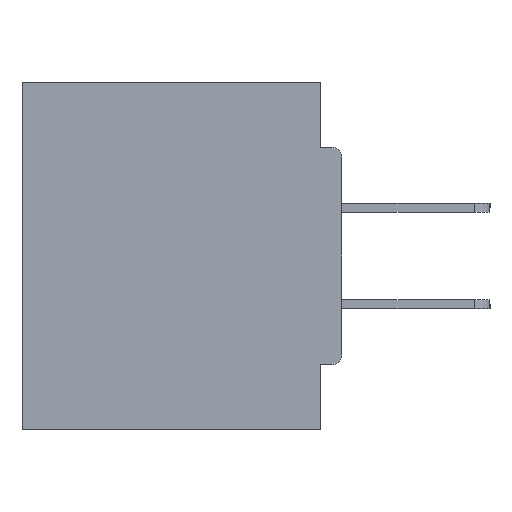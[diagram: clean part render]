
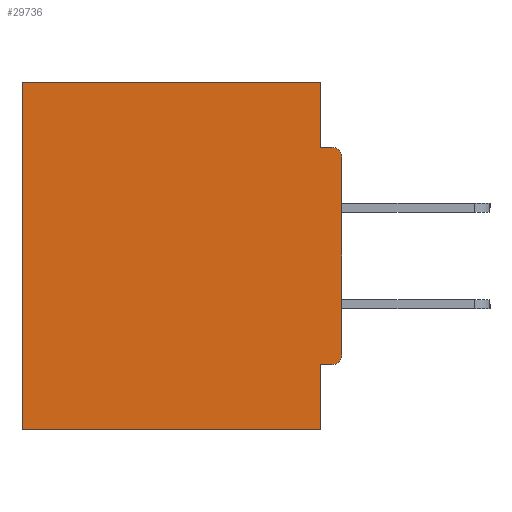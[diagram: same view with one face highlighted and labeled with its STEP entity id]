
A CAD part, left-side view. The second image highlights one B-rep face of the part: STEP entity #29736.
In plain terms, the highlighted planar face has unit normal (-1, 0, 0).
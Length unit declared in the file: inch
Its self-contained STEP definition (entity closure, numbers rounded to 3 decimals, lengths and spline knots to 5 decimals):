
#1306 = VERTEX_POINT ( 'NONE', #6046 ) ;
#1540 = CIRCLE ( 'NONE', #33939, 0.015 ) ;
#2178 = AXIS2_PLACEMENT_3D ( 'NONE', #21226, #23910, #16264 ) ;
#3584 = LINE ( 'NONE', #14148, #17700 ) ;
#4109 = ORIENTED_EDGE ( 'NONE', *, *, #19229, .F. ) ;
#4118 = CARTESIAN_POINT ( 'NONE',  ( 0.298, 0.46, 0. ) ) ;
#4168 = VECTOR ( 'NONE', #7250, 39.37008 ) ;
#4971 = CARTESIAN_POINT ( 'NONE',  ( 0.298, 0.031, 0. ) ) ;
#4987 = LINE ( 'NONE', #34038, #7054 ) ;
#5336 = ORIENTED_EDGE ( 'NONE', *, *, #29486, .F. ) ;
#5655 = VERTEX_POINT ( 'NONE', #30263 ) ;
#6046 = CARTESIAN_POINT ( 'NONE',  ( 0.298, 0., -0.1085 ) ) ;
#6166 = CARTESIAN_POINT ( 'NONE',  ( 0.298, 0.031, -0.5 ) ) ;
#6552 = VERTEX_POINT ( 'NONE', #22215 ) ;
#7054 = VECTOR ( 'NONE', #20697, 39.37008 ) ;
#7143 = VECTOR ( 'NONE', #21152, 39.37008 ) ;
#7250 = DIRECTION ( 'NONE',  ( 0., -1., 0. ) ) ;
#7472 = ORIENTED_EDGE ( 'NONE', *, *, #29590, .T. ) ;
#7567 = ORIENTED_EDGE ( 'NONE', *, *, #13159, .T. ) ;
#7870 = PLANE ( 'NONE',  #2178 ) ;
#8035 = CARTESIAN_POINT ( 'NONE',  ( 0.298, 0.031, -0.0935 ) ) ;
#9113 = LINE ( 'NONE', #21857, #24954 ) ;
#9183 = EDGE_CURVE ( 'NONE', #22559, #6552, #30484, .T. ) ;
#9189 = DIRECTION ( 'NONE',  ( -1., 0., 0. ) ) ;
#9407 = CARTESIAN_POINT ( 'NONE',  ( 0.298, 0.015, -0.4065 ) ) ;
#9915 = LINE ( 'NONE', #26020, #4168 ) ;
#9984 = CARTESIAN_POINT ( 'NONE',  ( 0.298, 0., 0. ) ) ;
#10467 = VERTEX_POINT ( 'NONE', #8035 ) ;
#10649 = CARTESIAN_POINT ( 'NONE',  ( 0.298, 0.015, -0.1085 ) ) ;
#10805 = ORIENTED_EDGE ( 'NONE', *, *, #27376, .T. ) ;
#12058 = VERTEX_POINT ( 'NONE', #24300 ) ;
#12577 = VERTEX_POINT ( 'NONE', #32823 ) ;
#12654 = DIRECTION ( 'NONE',  ( 0., 0., -1. ) ) ;
#13159 = EDGE_CURVE ( 'NONE', #1306, #12058, #1540, .T. ) ;
#14148 = CARTESIAN_POINT ( 'NONE',  ( 0.298, 0.031, -0.5 ) ) ;
#14790 = DIRECTION ( 'NONE',  ( 0., 0., -1. ) ) ;
#15177 = EDGE_CURVE ( 'NONE', #22559, #10467, #3584, .T. ) ;
#15630 = ORIENTED_EDGE ( 'NONE', *, *, #25063, .F. ) ;
#15992 = EDGE_LOOP ( 'NONE', ( #7567, #4109, #22907, #27814, #7472, #33429, #5336, #15630, #10805, #27982 ) ) ;
#16264 = DIRECTION ( 'NONE',  ( 0., 0., -1. ) ) ;
#16519 = LINE ( 'NONE', #4118, #28598 ) ;
#16543 = DIRECTION ( 'NONE',  ( 0., 1., 0. ) ) ;
#17410 = VERTEX_POINT ( 'NONE', #9407 ) ;
#17700 = VECTOR ( 'NONE', #22405, 39.37008 ) ;
#18694 = EDGE_CURVE ( 'NONE', #26604, #5655, #4987, .T. ) ;
#19015 = EDGE_CURVE ( 'NONE', #1306, #12577, #9113, .T. ) ;
#19189 = CARTESIAN_POINT ( 'NONE',  ( 0.298, 0., -0.4065 ) ) ;
#19229 = EDGE_CURVE ( 'NONE', #10467, #12058, #9915, .T. ) ;
#20512 = VERTEX_POINT ( 'NONE', #29627 ) ;
#20580 = AXIS2_PLACEMENT_3D ( 'NONE', #25158, #9189, #14790 ) ;
#20658 = FACE_OUTER_BOUND ( 'NONE', #15992, .T. ) ;
#20697 = DIRECTION ( 'NONE',  ( 0., 1., 0. ) ) ;
#21027 = DIRECTION ( 'NONE',  ( -1., 0., 0. ) ) ;
#21152 = DIRECTION ( 'NONE',  ( 0., 1., 0. ) ) ;
#21226 = CARTESIAN_POINT ( 'NONE',  ( 0.298, 0., 0. ) ) ;
#21857 = CARTESIAN_POINT ( 'NONE',  ( 0.298, 0., 0. ) ) ;
#22215 = CARTESIAN_POINT ( 'NONE',  ( 0.298, 0.46, 0. ) ) ;
#22405 = DIRECTION ( 'NONE',  ( 0., 0., -1. ) ) ;
#22559 = VERTEX_POINT ( 'NONE', #4971 ) ;
#22729 = LINE ( 'NONE', #31203, #31525 ) ;
#22907 = ORIENTED_EDGE ( 'NONE', *, *, #15177, .F. ) ;
#23001 = DIRECTION ( 'NONE',  ( 0., 0., -1. ) ) ;
#23378 = VECTOR ( 'NONE', #16543, 39.37008 ) ;
#23910 = DIRECTION ( 'NONE',  ( 1., 0., 0. ) ) ;
#24179 = DIRECTION ( 'NONE',  ( 0., 0., -1. ) ) ;
#24300 = CARTESIAN_POINT ( 'NONE',  ( 0.298, 0.015, -0.0935 ) ) ;
#24779 = DIRECTION ( 'NONE',  ( 0., 0., -1. ) ) ;
#24954 = VECTOR ( 'NONE', #24779, 39.37008 ) ;
#25063 = EDGE_CURVE ( 'NONE', #17410, #20512, #32602, .T. ) ;
#25158 = CARTESIAN_POINT ( 'NONE',  ( 0.298, 0.015, -0.3915 ) ) ;
#26020 = CARTESIAN_POINT ( 'NONE',  ( 0.298, 0., -0.0935 ) ) ;
#26604 = VERTEX_POINT ( 'NONE', #6166 ) ;
#27376 = EDGE_CURVE ( 'NONE', #17410, #12577, #31599, .T. ) ;
#27814 = ORIENTED_EDGE ( 'NONE', *, *, #9183, .T. ) ;
#27982 = ORIENTED_EDGE ( 'NONE', *, *, #19015, .F. ) ;
#28598 = VECTOR ( 'NONE', #12654, 39.37008 ) ;
#29486 = EDGE_CURVE ( 'NONE', #20512, #26604, #22729, .T. ) ;
#29590 = EDGE_CURVE ( 'NONE', #6552, #5655, #16519, .T. ) ;
#29627 = CARTESIAN_POINT ( 'NONE',  ( 0.298, 0.031, -0.4065 ) ) ;
#29736 = ADVANCED_FACE ( 'NONE', ( #20658 ), #7870, .F. ) ;
#30263 = CARTESIAN_POINT ( 'NONE',  ( 0.298, 0.46, -0.5 ) ) ;
#30484 = LINE ( 'NONE', #9984, #7143 ) ;
#31203 = CARTESIAN_POINT ( 'NONE',  ( 0.298, 0.031, -0.5 ) ) ;
#31525 = VECTOR ( 'NONE', #23001, 39.37008 ) ;
#31599 = CIRCLE ( 'NONE', #20580, 0.015 ) ;
#32602 = LINE ( 'NONE', #19189, #23378 ) ;
#32823 = CARTESIAN_POINT ( 'NONE',  ( 0.298, 0., -0.3915 ) ) ;
#33429 = ORIENTED_EDGE ( 'NONE', *, *, #18694, .F. ) ;
#33939 = AXIS2_PLACEMENT_3D ( 'NONE', #10649, #21027, #24179 ) ;
#34038 = CARTESIAN_POINT ( 'NONE',  ( 0.298, 0., -0.5 ) ) ;
